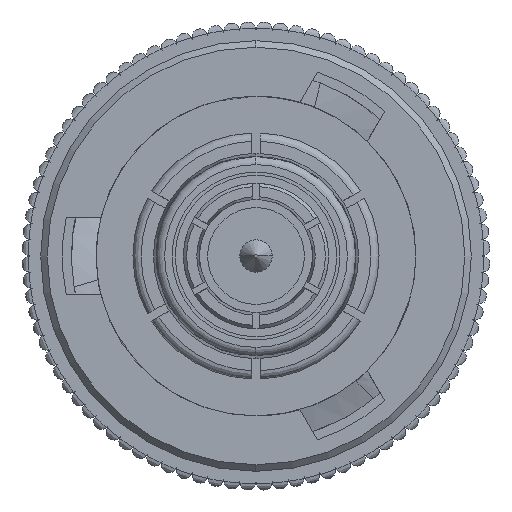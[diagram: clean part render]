
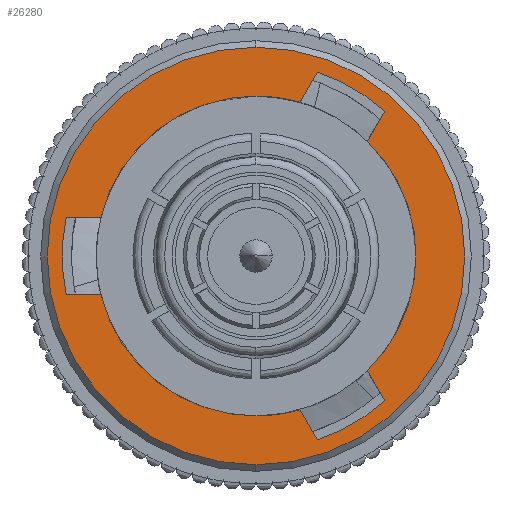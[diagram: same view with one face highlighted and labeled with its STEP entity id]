
A CAD part, left-side view. The second image highlights one B-rep face of the part: STEP entity #26280.
In plain terms, the highlighted face is planar.
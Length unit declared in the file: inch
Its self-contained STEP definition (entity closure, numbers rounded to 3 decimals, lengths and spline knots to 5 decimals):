
#65 = CARTESIAN_POINT ( 'NONE',  ( 0., -0.07456, -0.22414 ) ) ;
#254 = ORIENTED_EDGE ( 'NONE', *, *, #3726, .F. ) ;
#522 = VERTEX_POINT ( 'NONE', #24325 ) ;
#674 = CIRCLE ( 'NONE', #19856, 0.195 ) ;
#742 = CARTESIAN_POINT ( 'NONE',  ( 0., 0., 0. ) ) ;
#976 = CARTESIAN_POINT ( 'NONE',  ( 0., 0.2314, -0.0475 ) ) ;
#1391 = CARTESIAN_POINT ( 'NONE',  ( 0., 0., 0. ) ) ;
#1717 = DIRECTION ( 'NONE',  ( 0., 0.5, -0.866 ) ) ;
#1945 = ORIENTED_EDGE ( 'NONE', *, *, #35449, .F. ) ;
#1973 = CARTESIAN_POINT ( 'NONE',  ( 0., 0., -0.195 ) ) ;
#2572 = DIRECTION ( 'NONE',  ( -1., 0., 0. ) ) ;
#2610 = EDGE_CURVE ( 'NONE', #34839, #32451, #7714, .T. ) ;
#2705 = DIRECTION ( 'NONE',  ( -1., 0., 0. ) ) ;
#2752 = DIRECTION ( 'NONE',  ( 0., 0., 1. ) ) ;
#3525 = CARTESIAN_POINT ( 'NONE',  ( 0., 0., 0. ) ) ;
#3559 = VERTEX_POINT ( 'NONE', #28780 ) ;
#3629 = CARTESIAN_POINT ( 'NONE',  ( 0., -0.1357, -0.14004 ) ) ;
#3726 = EDGE_CURVE ( 'NONE', #32579, #6699, #27670, .T. ) ;
#3880 = CIRCLE ( 'NONE', #26030, 0.23622 ) ;
#4080 = DIRECTION ( 'NONE',  ( 0., 0., 1. ) ) ;
#4663 = VECTOR ( 'NONE', #24773, 39.37008 ) ;
#4973 = CIRCLE ( 'NONE', #15407, 0.195 ) ;
#5194 = ORIENTED_EDGE ( 'NONE', *, *, #20840, .T. ) ;
#5203 = VERTEX_POINT ( 'NONE', #30388 ) ;
#5323 = CARTESIAN_POINT ( 'NONE',  ( 0., 0.2314, 0.0475 ) ) ;
#5751 = CARTESIAN_POINT ( 'NONE',  ( 0., -0.15683, -0.17664 ) ) ;
#5966 = DIRECTION ( 'NONE',  ( 0., 0., 1. ) ) ;
#6124 = AXIS2_PLACEMENT_3D ( 'NONE', #9602, #11958, #28709 ) ;
#6699 = VERTEX_POINT ( 'NONE', #23705 ) ;
#7565 = ORIENTED_EDGE ( 'NONE', *, *, #31049, .F. ) ;
#7714 = LINE ( 'NONE', #65, #4663 ) ;
#9176 = CARTESIAN_POINT ( 'NONE',  ( 0., 0.2314, -0.0475 ) ) ;
#9602 = CARTESIAN_POINT ( 'NONE',  ( 0., 0., 0. ) ) ;
#9721 = CARTESIAN_POINT ( 'NONE',  ( 0., 0., 0. ) ) ;
#9744 = DIRECTION ( 'NONE',  ( -1., 0., 0. ) ) ;
#9772 = VERTEX_POINT ( 'NONE', #17466 ) ;
#9914 = CARTESIAN_POINT ( 'NONE',  ( 0., -0.15683, 0.17664 ) ) ;
#10004 = AXIS2_PLACEMENT_3D ( 'NONE', #33605, #30530, #5966 ) ;
#10686 = CARTESIAN_POINT ( 'NONE',  ( 0., -0.07456, 0.22414 ) ) ;
#10690 = VERTEX_POINT ( 'NONE', #20462 ) ;
#11817 = DIRECTION ( 'NONE',  ( 1., 0., 0. ) ) ;
#11896 = LINE ( 'NONE', #9176, #21528 ) ;
#11918 = ORIENTED_EDGE ( 'NONE', *, *, #33231, .F. ) ;
#11958 = DIRECTION ( 'NONE',  ( 1., 0., 0. ) ) ;
#12054 = CARTESIAN_POINT ( 'NONE',  ( 0., 0., 0. ) ) ;
#12742 = ORIENTED_EDGE ( 'NONE', *, *, #21639, .F. ) ;
#12885 = AXIS2_PLACEMENT_3D ( 'NONE', #15855, #2572, #21320 ) ;
#12970 = EDGE_CURVE ( 'NONE', #31609, #32451, #16638, .T. ) ;
#13064 = VECTOR ( 'NONE', #14123, 39.37008 ) ;
#13442 = DIRECTION ( 'NONE',  ( 0., 0., 1. ) ) ;
#13495 = CARTESIAN_POINT ( 'NONE',  ( 0., 0., 0. ) ) ;
#13750 = LINE ( 'NONE', #5751, #33089 ) ;
#14086 = EDGE_LOOP ( 'NONE', ( #12742, #21312 ) ) ;
#14123 = DIRECTION ( 'NONE',  ( 0., -0.5, 0.866 ) ) ;
#14304 = ORIENTED_EDGE ( 'NONE', *, *, #2610, .F. ) ;
#14391 = VERTEX_POINT ( 'NONE', #17829 ) ;
#15351 = DIRECTION ( 'NONE',  ( -1., 0., 0. ) ) ;
#15407 = AXIS2_PLACEMENT_3D ( 'NONE', #18761, #24372, #30213 ) ;
#15550 = ORIENTED_EDGE ( 'NONE', *, *, #22155, .F. ) ;
#15855 = CARTESIAN_POINT ( 'NONE',  ( 0., 0., 0. ) ) ;
#15946 = CIRCLE ( 'NONE', #29898, 0.2545 ) ;
#16182 = CARTESIAN_POINT ( 'NONE',  ( 0., -0.05343, -0.18754 ) ) ;
#16270 = CIRCLE ( 'NONE', #16864, 0.195 ) ;
#16402 = DIRECTION ( 'NONE',  ( -1., 0., 0. ) ) ;
#16638 = CIRCLE ( 'NONE', #30579, 0.195 ) ;
#16864 = AXIS2_PLACEMENT_3D ( 'NONE', #9721, #15351, #4080 ) ;
#16970 = ORIENTED_EDGE ( 'NONE', *, *, #35550, .F. ) ;
#17466 = CARTESIAN_POINT ( 'NONE',  ( 0., -0.15683, -0.17664 ) ) ;
#17829 = CARTESIAN_POINT ( 'NONE',  ( 0., 0.18913, -0.0475 ) ) ;
#18761 = CARTESIAN_POINT ( 'NONE',  ( 0., 0., 0. ) ) ;
#19856 = AXIS2_PLACEMENT_3D ( 'NONE', #30367, #2705, #13442 ) ;
#19961 = CARTESIAN_POINT ( 'NONE',  ( 0., -0.07456, -0.22414 ) ) ;
#20030 = AXIS2_PLACEMENT_3D ( 'NONE', #12054, #26069, #28629 ) ;
#20063 = CIRCLE ( 'NONE', #6124, 0.23622 ) ;
#20078 = DIRECTION ( 'NONE',  ( -1., 0., 0. ) ) ;
#20462 = CARTESIAN_POINT ( 'NONE',  ( 0., -0.05343, 0.18754 ) ) ;
#20699 = VECTOR ( 'NONE', #1717, 39.37008 ) ;
#20840 = EDGE_CURVE ( 'NONE', #14391, #31609, #674, .T. ) ;
#21312 = ORIENTED_EDGE ( 'NONE', *, *, #21870, .F. ) ;
#21320 = DIRECTION ( 'NONE',  ( 0., 0., 1. ) ) ;
#21393 = VERTEX_POINT ( 'NONE', #21487 ) ;
#21472 = CARTESIAN_POINT ( 'NONE',  ( 0., 0.2314, 0.0475 ) ) ;
#21487 = CARTESIAN_POINT ( 'NONE',  ( 0., -0.1357, 0.14004 ) ) ;
#21528 = VECTOR ( 'NONE', #28466, 39.37008 ) ;
#21639 = EDGE_CURVE ( 'NONE', #3559, #5203, #25219, .T. ) ;
#21768 = VERTEX_POINT ( 'NONE', #24290 ) ;
#21870 = EDGE_CURVE ( 'NONE', #5203, #3559, #15946, .T. ) ;
#22126 = DIRECTION ( 'NONE',  ( 0., -0.5, -0.866 ) ) ;
#22155 = EDGE_CURVE ( 'NONE', #522, #35576, #30513, .T. ) ;
#22169 = PLANE ( 'NONE',  #10004 ) ;
#22224 = VERTEX_POINT ( 'NONE', #976 ) ;
#22389 = DIRECTION ( 'NONE',  ( 0., -1., 0. ) ) ;
#22595 = ORIENTED_EDGE ( 'NONE', *, *, #22752, .T. ) ;
#22752 = EDGE_CURVE ( 'NONE', #10690, #21768, #4973, .T. ) ;
#22910 = DIRECTION ( 'NONE',  ( 0., 0., 1. ) ) ;
#22925 = ORIENTED_EDGE ( 'NONE', *, *, #35604, .T. ) ;
#23044 = ORIENTED_EDGE ( 'NONE', *, *, #25661, .T. ) ;
#23705 = CARTESIAN_POINT ( 'NONE',  ( 0., 0.18913, 0.0475 ) ) ;
#24290 = CARTESIAN_POINT ( 'NONE',  ( 0., 0., 0.195 ) ) ;
#24325 = CARTESIAN_POINT ( 'NONE',  ( 0., -0.07456, 0.22414 ) ) ;
#24372 = DIRECTION ( 'NONE',  ( -1., 0., 0. ) ) ;
#24773 = DIRECTION ( 'NONE',  ( 0., 0.5, 0.866 ) ) ;
#25219 = CIRCLE ( 'NONE', #25794, 0.2545 ) ;
#25227 = FACE_OUTER_BOUND ( 'NONE', #14086, .T. ) ;
#25661 = EDGE_CURVE ( 'NONE', #21768, #6699, #28559, .T. ) ;
#25664 = ORIENTED_EDGE ( 'NONE', *, *, #12970, .T. ) ;
#25794 = AXIS2_PLACEMENT_3D ( 'NONE', #1391, #9744, #29211 ) ;
#26030 = AXIS2_PLACEMENT_3D ( 'NONE', #742, #11817, #22910 ) ;
#26069 = DIRECTION ( 'NONE',  ( 1., 0., 0. ) ) ;
#26280 = ADVANCED_FACE ( 'NONE', ( #25227, #28322 ), #22169, .F. ) ;
#26616 = CARTESIAN_POINT ( 'NONE',  ( 0., -0.15683, 0.17664 ) ) ;
#26788 = VECTOR ( 'NONE', #22389, 39.37008 ) ;
#27670 = LINE ( 'NONE', #5323, #26788 ) ;
#28322 = FACE_BOUND ( 'NONE', #34744, .T. ) ;
#28466 = DIRECTION ( 'NONE',  ( 0., 1., 0. ) ) ;
#28559 = CIRCLE ( 'NONE', #12885, 0.195 ) ;
#28629 = DIRECTION ( 'NONE',  ( 0., 0., 1. ) ) ;
#28680 = EDGE_CURVE ( 'NONE', #35576, #21393, #31175, .T. ) ;
#28709 = DIRECTION ( 'NONE',  ( 0., 0., 1. ) ) ;
#28780 = CARTESIAN_POINT ( 'NONE',  ( 0., 0., 0.2545 ) ) ;
#29211 = DIRECTION ( 'NONE',  ( 0., 0., 1. ) ) ;
#29885 = ORIENTED_EDGE ( 'NONE', *, *, #28680, .F. ) ;
#29898 = AXIS2_PLACEMENT_3D ( 'NONE', #3525, #20078, #33729 ) ;
#30213 = DIRECTION ( 'NONE',  ( 0., 0., 1. ) ) ;
#30346 = LINE ( 'NONE', #10686, #13064 ) ;
#30367 = CARTESIAN_POINT ( 'NONE',  ( 0., 0., 0. ) ) ;
#30388 = CARTESIAN_POINT ( 'NONE',  ( 0., 0., -0.2545 ) ) ;
#30513 = CIRCLE ( 'NONE', #20030, 0.23622 ) ;
#30530 = DIRECTION ( 'NONE',  ( -1., 0., 0. ) ) ;
#30579 = AXIS2_PLACEMENT_3D ( 'NONE', #13495, #16402, #2752 ) ;
#31049 = EDGE_CURVE ( 'NONE', #22224, #32579, #3880, .T. ) ;
#31175 = LINE ( 'NONE', #26616, #20699 ) ;
#31600 = ORIENTED_EDGE ( 'NONE', *, *, #33997, .F. ) ;
#31609 = VERTEX_POINT ( 'NONE', #1973 ) ;
#32451 = VERTEX_POINT ( 'NONE', #16182 ) ;
#32579 = VERTEX_POINT ( 'NONE', #21472 ) ;
#33089 = VECTOR ( 'NONE', #22126, 39.37008 ) ;
#33231 = EDGE_CURVE ( 'NONE', #10690, #522, #30346, .T. ) ;
#33605 = CARTESIAN_POINT ( 'NONE',  ( 0., 0.195, 0. ) ) ;
#33729 = DIRECTION ( 'NONE',  ( 0., 0., 1. ) ) ;
#33997 = EDGE_CURVE ( 'NONE', #9772, #34839, #20063, .T. ) ;
#34541 = VERTEX_POINT ( 'NONE', #3629 ) ;
#34744 = EDGE_LOOP ( 'NONE', ( #5194, #25664, #14304, #31600, #1945, #22925, #29885, #15550, #11918, #22595, #23044, #254, #7565, #16970 ) ) ;
#34839 = VERTEX_POINT ( 'NONE', #19961 ) ;
#35449 = EDGE_CURVE ( 'NONE', #34541, #9772, #13750, .T. ) ;
#35550 = EDGE_CURVE ( 'NONE', #14391, #22224, #11896, .T. ) ;
#35576 = VERTEX_POINT ( 'NONE', #9914 ) ;
#35604 = EDGE_CURVE ( 'NONE', #34541, #21393, #16270, .T. ) ;
